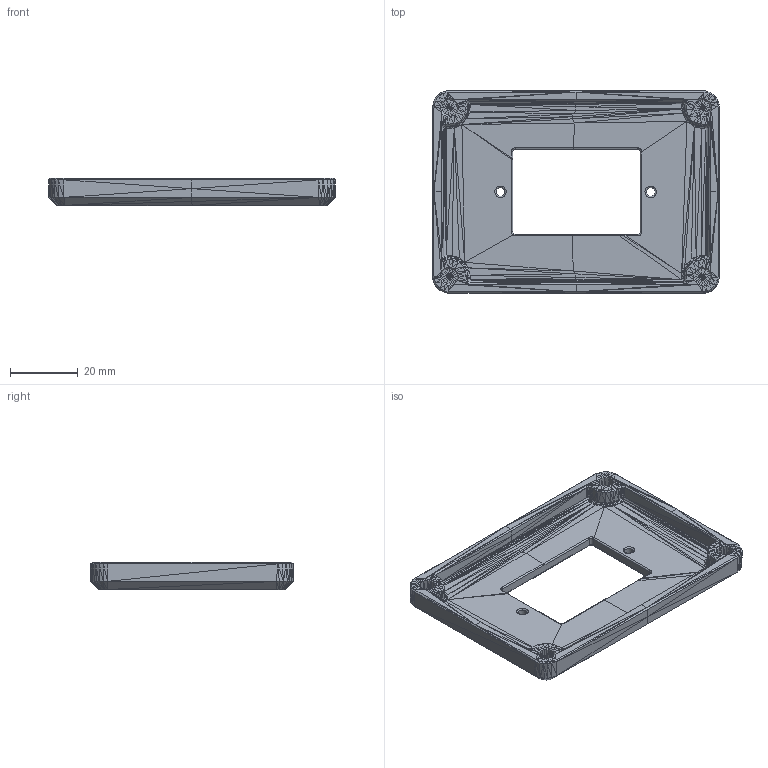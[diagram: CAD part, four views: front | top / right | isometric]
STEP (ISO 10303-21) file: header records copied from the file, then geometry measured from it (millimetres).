
FILE_DESCRIPTION(/* description */ (''),/* implementation_level */ '2;1');
FILE_NAME(/* name */ 'K3 Hour Counter.step',/* time_stamp */ '2021-12-19T16:14:55-06:00',/* author */ (''),/* organization */ (''),/* preprocessor_version */ 'ST-DEVELOPER v18.1',/* originating_system */ 'Autodesk Translation Framework v10.10.0.1391',/* authorisation */ '');
FILE_SCHEMA (('AUTOMOTIVE_DESIGN { 1 0 10303 214 3 1 1 }'));
Length unit declared in the file: millimetre
Products named in the file (1): Hour Counter
Bounding box: 85 x 60 x 8 mm (x, y, z)
Volume: 16131.2 mm3; surface area: 11854.8 mm2
Topology: 1 solids, 1 shells, 1455 faces, 2237 edges, 782 vertices
Faces by surface type: plane 1414, cylinder 25, torus 9, bspline 7
Full cylindrical faces by diameter (mm): 2.6 x2
Entity records: 29211 total; most frequent: DIRECTION 5184, CARTESIAN_POINT 4763, ORIENTED_EDGE 4474, EDGE_CURVE 2237, LINE 2162, VECTOR 2162, AXIS2_PLACEMENT_3D 1511, EDGE_LOOP 1459
